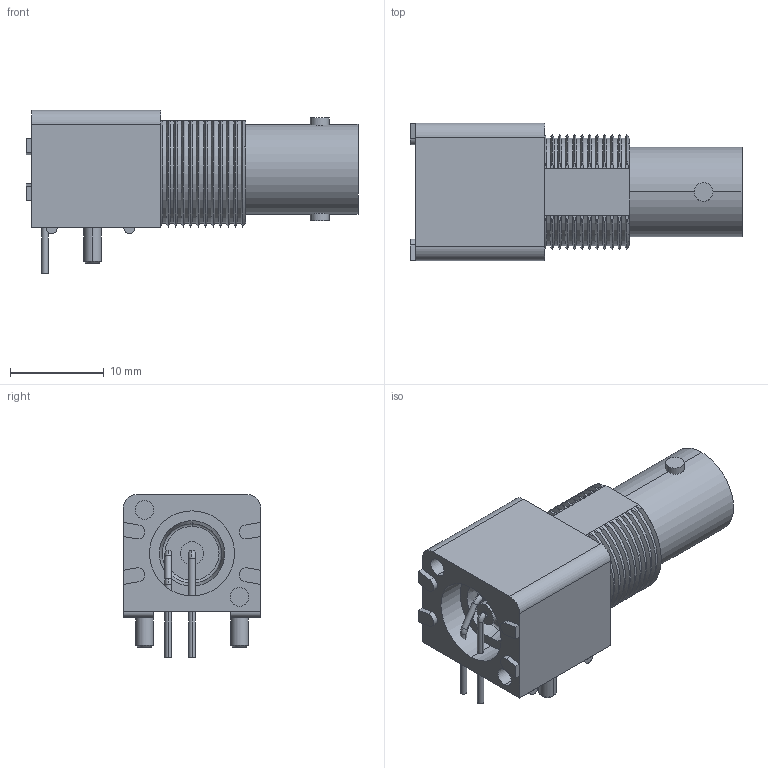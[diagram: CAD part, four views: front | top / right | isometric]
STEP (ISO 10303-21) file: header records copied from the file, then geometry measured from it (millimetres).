
FILE_DESCRIPTION((''),'2;1');
FILE_NAME('TYCO_1-1337542-0.stp','2012-02-02T10:16:39',(''),(''),'Mechanical Desktop 2011','Mechanical Desktop 2011',', , ');
FILE_SCHEMA(('AUTOMOTIVE_DESIGN { 1 2 10303 214 1 1 1 1 }'));
Length unit declared in the file: millimetre
Products named in the file (1): Product
Bounding box: 35.5 x 14.7 x 17.46 mm (x, y, z)
Volume: 3781.9 mm3; surface area: 3368.7 mm2
Topology: 34 solids, 34 shells, 202 faces, 377 edges, 250 vertices
Faces by surface type: plane 83, cylinder 63, cone 36, bspline 12, torus 8
Entity records: 5069 total; most frequent: CARTESIAN_POINT 961, DIRECTION 889, ORIENTED_EDGE 752, EDGE_CURVE 376, AXIS2_PLACEMENT_3D 369, VERTEX_POINT 248, EDGE_LOOP 210, FACE_OUTER_BOUND 202
